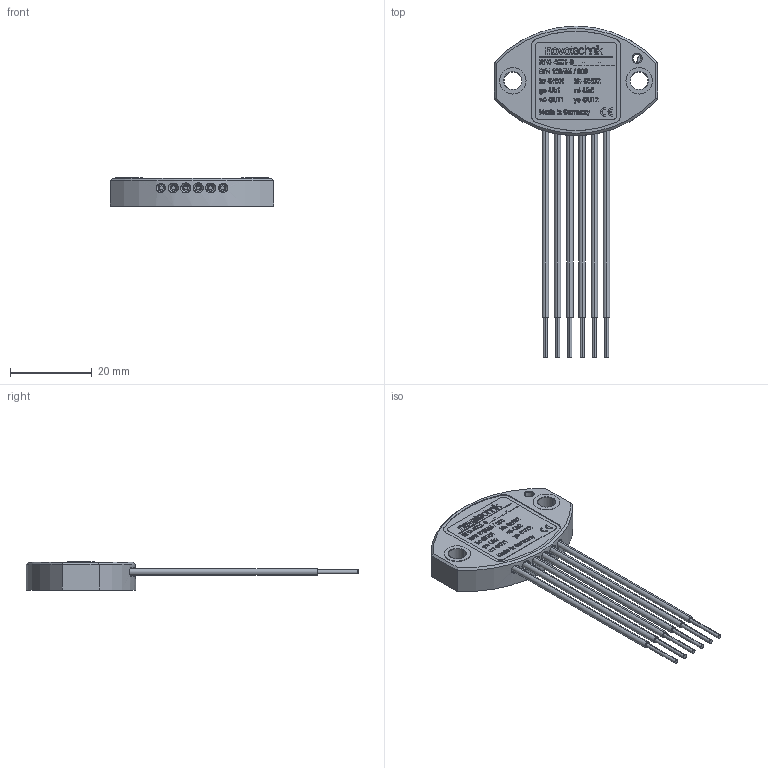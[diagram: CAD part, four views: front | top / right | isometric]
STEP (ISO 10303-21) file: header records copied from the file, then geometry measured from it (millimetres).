
FILE_DESCRIPTION (( 'STEP AP214' ), '1' );
FILE_NAME ('RFD_4001_vollred.STEP', '2013-08-14T06:07:04', ( 'dummy' ), ( '' ), 'SwSTEP 2.0', 'SolidWorks 2013', '' );
FILE_SCHEMA (( 'AUTOMOTIVE_DESIGN' ));
Length unit declared in the file: millimetre
Products named in the file (1): RFD_4001_vollred
Bounding box: 40.12 x 81.45 x 7 mm (x, y, z)
Surface area: 5248 mm2 (no closed solid volume)
Topology: 0 solids, 63 shells, 619 faces, 3460 edges, 2902 vertices
Faces by surface type: plane 316, bspline 209, cone 52, cylinder 42
Entity records: 54405 total; most frequent: CARTESIAN_POINT 24880, ORIENTED_EDGE 4418, EDGE_CURVE 3460, DIRECTION 3099, VERTEX_POINT 2902, LINE 1897, VECTOR 1897, B_SPLINE_CURVE_WITH_KNOTS 1373
